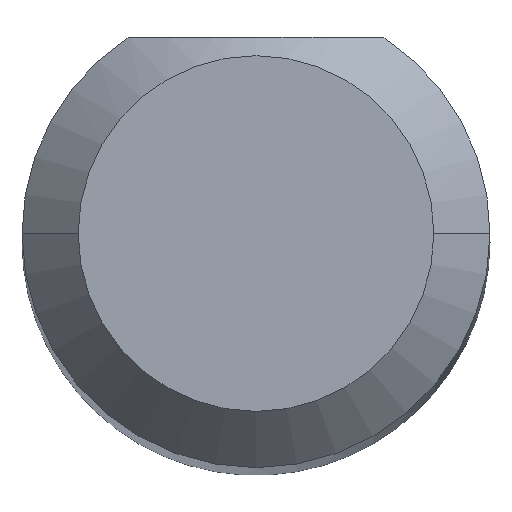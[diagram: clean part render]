
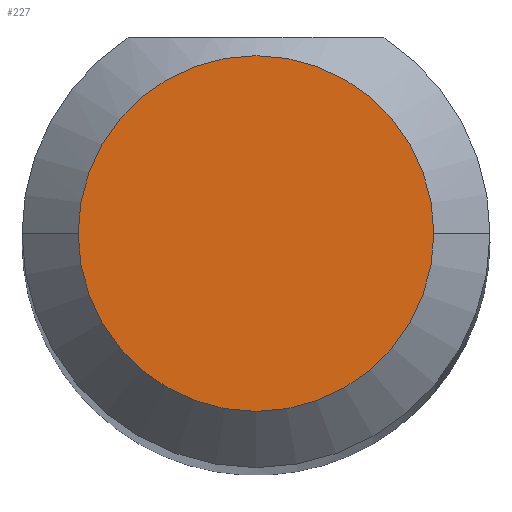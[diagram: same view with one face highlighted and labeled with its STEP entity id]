
A CAD part, top view. The second image highlights one B-rep face of the part: STEP entity #227.
In plain terms, the highlighted planar face has unit normal (0, 0, 1).
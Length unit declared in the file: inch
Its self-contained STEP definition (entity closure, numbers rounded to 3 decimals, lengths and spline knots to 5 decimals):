
#10 = ORIENTED_EDGE ( 'NONE', *, *, #392, .T. ) ;
#16 = CARTESIAN_POINT ( 'NONE',  ( 0., 0., 1.5 ) ) ;
#79 = EDGE_LOOP ( 'NONE', ( #492, #10 ) ) ;
#86 = AXIS2_PLACEMENT_3D ( 'NONE', #483, #180, #475 ) ;
#111 = DIRECTION ( 'NONE',  ( 1., 0., 0. ) ) ;
#138 = PLANE ( 'NONE',  #86 ) ;
#180 = DIRECTION ( 'NONE',  ( 0., 0., 1. ) ) ;
#221 = CIRCLE ( 'NONE', #487, 0.0475 ) ;
#224 = CARTESIAN_POINT ( 'NONE',  ( -0.0475, 0., 1.5 ) ) ;
#227 = ADVANCED_FACE ( 'NONE', ( #434 ), #138, .T. ) ;
#229 = VERTEX_POINT ( 'NONE', #442 ) ;
#239 = VERTEX_POINT ( 'NONE', #224 ) ;
#292 = AXIS2_PLACEMENT_3D ( 'NONE', #328, #324, #449 ) ;
#324 = DIRECTION ( 'NONE',  ( 0., 0., 1. ) ) ;
#328 = CARTESIAN_POINT ( 'NONE',  ( 0., 0., 1.5 ) ) ;
#384 = EDGE_CURVE ( 'NONE', #239, #229, #406, .T. ) ;
#392 = EDGE_CURVE ( 'NONE', #229, #239, #221, .T. ) ;
#406 = CIRCLE ( 'NONE', #292, 0.0475 ) ;
#434 = FACE_OUTER_BOUND ( 'NONE', #79, .T. ) ;
#442 = CARTESIAN_POINT ( 'NONE',  ( 0.0475, 0., 1.5 ) ) ;
#445 = DIRECTION ( 'NONE',  ( 0., 0., 1. ) ) ;
#449 = DIRECTION ( 'NONE',  ( 1., 0., 0. ) ) ;
#475 = DIRECTION ( 'NONE',  ( 1., 0., 0. ) ) ;
#483 = CARTESIAN_POINT ( 'NONE',  ( 0., 0., 1.5 ) ) ;
#487 = AXIS2_PLACEMENT_3D ( 'NONE', #16, #445, #111 ) ;
#492 = ORIENTED_EDGE ( 'NONE', *, *, #384, .T. ) ;
